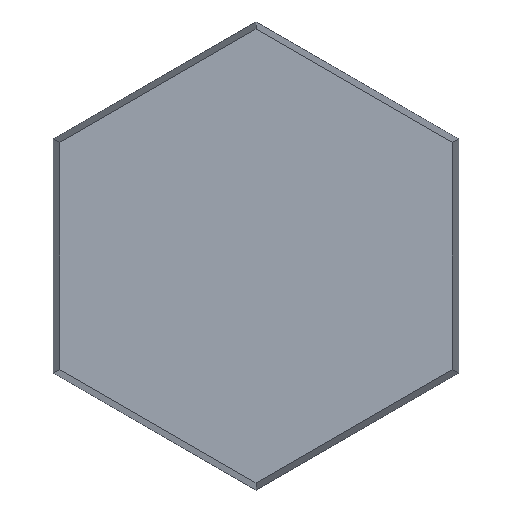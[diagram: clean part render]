
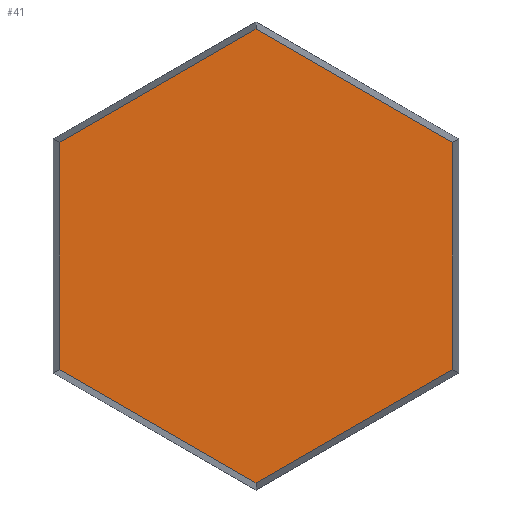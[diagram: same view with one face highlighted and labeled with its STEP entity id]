
A CAD part, front view. The second image highlights one B-rep face of the part: STEP entity #41.
In plain terms, the highlighted planar face has unit normal (0, -1, 0).
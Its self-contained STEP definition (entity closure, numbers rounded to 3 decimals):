
#41 = ADVANCED_FACE( '', ( #84 ), #85, .F. );
#84 = FACE_OUTER_BOUND( '', #127, .T. );
#85 = PLANE( '', #128 );
#127 = EDGE_LOOP( '', ( #176, #177, #178, #179, #180, #181 ) );
#128 = AXIS2_PLACEMENT_3D( '', #182, #183, #184 );
#176 = ORIENTED_EDGE( '', *, *, #242, .F. );
#177 = ORIENTED_EDGE( '', *, *, #253, .F. );
#178 = ORIENTED_EDGE( '', *, *, #254, .F. );
#179 = ORIENTED_EDGE( '', *, *, #255, .F. );
#180 = ORIENTED_EDGE( '', *, *, #247, .F. );
#181 = ORIENTED_EDGE( '', *, *, #256, .F. );
#182 = CARTESIAN_POINT( '', ( 0., 0., 0. ) );
#183 = DIRECTION( '', ( 0., 1., 0. ) );
#184 = DIRECTION( '', ( 0., 0., 1. ) );
#242 = EDGE_CURVE( '', #275, #277, #278, .T. );
#247 = EDGE_CURVE( '', #284, #286, #287, .T. );
#253 = EDGE_CURVE( '', #295, #275, #296, .T. );
#254 = EDGE_CURVE( '', #297, #295, #298, .T. );
#255 = EDGE_CURVE( '', #286, #297, #299, .T. );
#256 = EDGE_CURVE( '', #277, #284, #300, .T. );
#275 = VERTEX_POINT( '', #323 );
#277 = VERTEX_POINT( '', #326 );
#278 = LINE( '', #327, #328 );
#284 = VERTEX_POINT( '', #336 );
#286 = VERTEX_POINT( '', #339 );
#287 = LINE( '', #340, #341 );
#295 = VERTEX_POINT( '', #350 );
#296 = LINE( '', #351, #352 );
#297 = VERTEX_POINT( '', #353 );
#298 = LINE( '', #354, #355 );
#299 = LINE( '', #356, #357 );
#300 = LINE( '', #358, #359 );
#323 = CARTESIAN_POINT( '', ( -9.694, 0., -5.597 ) );
#326 = CARTESIAN_POINT( '', ( -9.694, 0., 5.597 ) );
#327 = CARTESIAN_POINT( '', ( -9.694, 0., 0. ) );
#328 = VECTOR( '', #385, 1000. );
#336 = CARTESIAN_POINT( '', ( 0., 0., 11.194 ) );
#339 = CARTESIAN_POINT( '', ( 9.694, 0., 5.597 ) );
#340 = CARTESIAN_POINT( '', ( 4.847, 0., 8.396 ) );
#341 = VECTOR( '', #389, 1000. );
#350 = CARTESIAN_POINT( '', ( 0., 0., -11.194 ) );
#351 = CARTESIAN_POINT( '', ( -4.847, 0., -8.396 ) );
#352 = VECTOR( '', #397, 1000. );
#353 = CARTESIAN_POINT( '', ( 9.694, 0., -5.597 ) );
#354 = CARTESIAN_POINT( '', ( 4.847, 0., -8.396 ) );
#355 = VECTOR( '', #398, 1000. );
#356 = CARTESIAN_POINT( '', ( 9.694, 0., 0. ) );
#357 = VECTOR( '', #399, 1000. );
#358 = CARTESIAN_POINT( '', ( -4.847, 0., 8.396 ) );
#359 = VECTOR( '', #400, 1000. );
#385 = DIRECTION( '', ( 0., 0., 1. ) );
#389 = DIRECTION( '', ( 0.866, 0., -0.5 ) );
#397 = DIRECTION( '', ( -0.866, 0., 0.5 ) );
#398 = DIRECTION( '', ( -0.866, 0., -0.5 ) );
#399 = DIRECTION( '', ( 0., 0., -1. ) );
#400 = DIRECTION( '', ( 0.866, 0., 0.5 ) );
